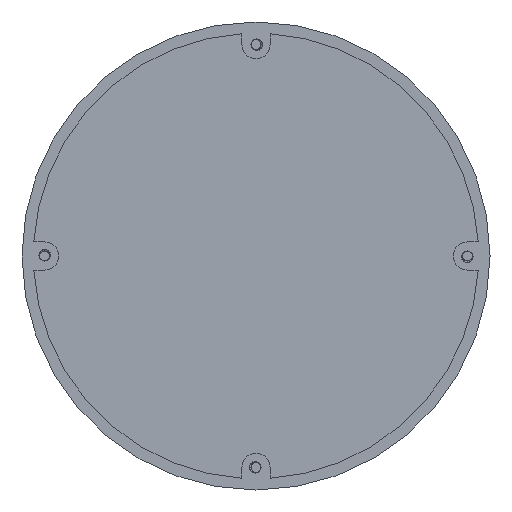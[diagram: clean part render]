
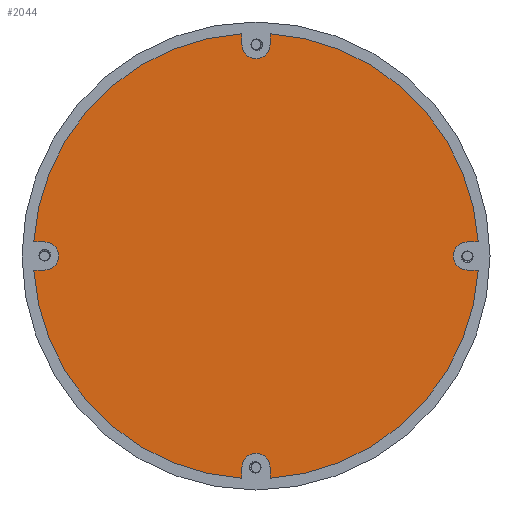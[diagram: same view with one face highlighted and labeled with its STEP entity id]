
A CAD part, front view. The second image highlights one B-rep face of the part: STEP entity #2044.
In plain terms, the highlighted planar face has unit normal (0, -1, 0).
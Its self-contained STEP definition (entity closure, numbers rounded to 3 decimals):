
#26=PLANE('',#2189);
#135=FACE_OUTER_BOUND('',#253,.T.);
#253=EDGE_LOOP('',(#1765,#1766,#1767,#1768,#1769,#1770,#1771,#1772,#1773,
#1774,#1775,#1776,#1777,#1778,#1779,#1780));
#300=CIRCLE('',#2188,2.5);
#301=CIRCLE('',#2190,39.5);
#302=CIRCLE('',#2191,2.5);
#303=CIRCLE('',#2192,39.5);
#304=CIRCLE('',#2193,2.5);
#305=CIRCLE('',#2194,39.5);
#306=CIRCLE('',#2195,2.5);
#307=CIRCLE('',#2196,39.5);
#570=LINE('',#8570,#675);
#571=LINE('',#8574,#676);
#572=LINE('',#8578,#677);
#573=LINE('',#8582,#678);
#574=LINE('',#8586,#679);
#575=LINE('',#8590,#680);
#576=LINE('',#8594,#681);
#577=LINE('',#8597,#682);
#675=VECTOR('',#2526,10.);
#676=VECTOR('',#2529,10.);
#677=VECTOR('',#2532,10.);
#678=VECTOR('',#2535,10.);
#679=VECTOR('',#2538,10.);
#680=VECTOR('',#2541,10.);
#681=VECTOR('',#2544,10.);
#682=VECTOR('',#2547,10.);
#891=VERTEX_POINT('',#8563);
#892=VERTEX_POINT('',#8565);
#893=VERTEX_POINT('',#8569);
#894=VERTEX_POINT('',#8571);
#895=VERTEX_POINT('',#8573);
#896=VERTEX_POINT('',#8575);
#897=VERTEX_POINT('',#8577);
#898=VERTEX_POINT('',#8579);
#899=VERTEX_POINT('',#8581);
#900=VERTEX_POINT('',#8583);
#901=VERTEX_POINT('',#8585);
#902=VERTEX_POINT('',#8587);
#903=VERTEX_POINT('',#8589);
#904=VERTEX_POINT('',#8591);
#905=VERTEX_POINT('',#8593);
#906=VERTEX_POINT('',#8595);
#1192=EDGE_CURVE('',#892,#891,#300,.T.);
#1194=EDGE_CURVE('',#891,#893,#570,.T.);
#1195=EDGE_CURVE('',#894,#893,#301,.T.);
#1196=EDGE_CURVE('',#894,#895,#571,.T.);
#1197=EDGE_CURVE('',#895,#896,#302,.T.);
#1198=EDGE_CURVE('',#896,#897,#572,.T.);
#1199=EDGE_CURVE('',#898,#897,#303,.T.);
#1200=EDGE_CURVE('',#898,#899,#573,.T.);
#1201=EDGE_CURVE('',#899,#900,#304,.T.);
#1202=EDGE_CURVE('',#900,#901,#574,.T.);
#1203=EDGE_CURVE('',#902,#901,#305,.T.);
#1204=EDGE_CURVE('',#902,#903,#575,.T.);
#1205=EDGE_CURVE('',#903,#904,#306,.T.);
#1206=EDGE_CURVE('',#904,#905,#576,.T.);
#1207=EDGE_CURVE('',#906,#905,#307,.T.);
#1208=EDGE_CURVE('',#906,#892,#577,.T.);
#1765=ORIENTED_EDGE('',*,*,#1192,.T.);
#1766=ORIENTED_EDGE('',*,*,#1194,.T.);
#1767=ORIENTED_EDGE('',*,*,#1195,.F.);
#1768=ORIENTED_EDGE('',*,*,#1196,.T.);
#1769=ORIENTED_EDGE('',*,*,#1197,.T.);
#1770=ORIENTED_EDGE('',*,*,#1198,.T.);
#1771=ORIENTED_EDGE('',*,*,#1199,.F.);
#1772=ORIENTED_EDGE('',*,*,#1200,.T.);
#1773=ORIENTED_EDGE('',*,*,#1201,.T.);
#1774=ORIENTED_EDGE('',*,*,#1202,.T.);
#1775=ORIENTED_EDGE('',*,*,#1203,.F.);
#1776=ORIENTED_EDGE('',*,*,#1204,.T.);
#1777=ORIENTED_EDGE('',*,*,#1205,.T.);
#1778=ORIENTED_EDGE('',*,*,#1206,.T.);
#1779=ORIENTED_EDGE('',*,*,#1207,.F.);
#1780=ORIENTED_EDGE('',*,*,#1208,.T.);
#2044=ADVANCED_FACE('',(#135),#26,.F.);
#2188=AXIS2_PLACEMENT_3D('',#8566,#2521,#2522);
#2189=AXIS2_PLACEMENT_3D('',#8568,#2524,#2525);
#2190=AXIS2_PLACEMENT_3D('',#8572,#2527,#2528);
#2191=AXIS2_PLACEMENT_3D('',#8576,#2530,#2531);
#2192=AXIS2_PLACEMENT_3D('',#8580,#2533,#2534);
#2193=AXIS2_PLACEMENT_3D('',#8584,#2536,#2537);
#2194=AXIS2_PLACEMENT_3D('',#8588,#2539,#2540);
#2195=AXIS2_PLACEMENT_3D('',#8592,#2542,#2543);
#2196=AXIS2_PLACEMENT_3D('',#8596,#2545,#2546);
#2521=DIRECTION('center_axis',(0.,1.,0.));
#2522=DIRECTION('ref_axis',(-1.,0.,0.));
#2524=DIRECTION('center_axis',(0.,1.,0.));
#2525=DIRECTION('ref_axis',(1.,0.,0.));
#2526=DIRECTION('',(-1.,0.,0.));
#2527=DIRECTION('center_axis',(0.,1.,0.));
#2528=DIRECTION('ref_axis',(1.,0.,0.));
#2529=DIRECTION('',(0.,0.,1.));
#2530=DIRECTION('center_axis',(0.,1.,0.));
#2531=DIRECTION('ref_axis',(0.,0.,-1.));
#2532=DIRECTION('',(0.,0.,-1.));
#2533=DIRECTION('center_axis',(0.,1.,0.));
#2534=DIRECTION('ref_axis',(1.,0.,0.));
#2535=DIRECTION('',(-1.,0.,0.));
#2536=DIRECTION('center_axis',(0.,1.,0.));
#2537=DIRECTION('ref_axis',(1.,0.,0.));
#2538=DIRECTION('',(1.,0.,0.));
#2539=DIRECTION('center_axis',(0.,1.,0.));
#2540=DIRECTION('ref_axis',(1.,0.,0.));
#2541=DIRECTION('',(0.,0.,-1.));
#2542=DIRECTION('center_axis',(0.,1.,0.));
#2543=DIRECTION('ref_axis',(0.,0.,1.));
#2544=DIRECTION('',(0.,0.,1.));
#2545=DIRECTION('center_axis',(0.,1.,0.));
#2546=DIRECTION('ref_axis',(1.,0.,0.));
#2547=DIRECTION('',(1.,0.,0.));
#8563=CARTESIAN_POINT('',(-37.5,77.,-2.5));
#8565=CARTESIAN_POINT('',(-37.5,77.,2.5));
#8566=CARTESIAN_POINT('Origin',(-37.5,77.,0.));
#8568=CARTESIAN_POINT('Origin',(0.,77.,0.));
#8569=CARTESIAN_POINT('',(-39.421,77.,-2.5));
#8570=CARTESIAN_POINT('',(-18.75,77.,-2.5));
#8571=CARTESIAN_POINT('',(-2.5,77.,-39.421));
#8572=CARTESIAN_POINT('Origin',(0.,77.,0.));
#8573=CARTESIAN_POINT('',(-2.5,77.,-37.5));
#8574=CARTESIAN_POINT('',(-2.5,77.,-20.211));
#8575=CARTESIAN_POINT('',(2.5,77.,-37.5));
#8576=CARTESIAN_POINT('Origin',(0.,77.,-37.5));
#8577=CARTESIAN_POINT('',(2.5,77.,-39.421));
#8578=CARTESIAN_POINT('',(2.5,77.,-18.75));
#8579=CARTESIAN_POINT('',(39.421,77.,-2.5));
#8580=CARTESIAN_POINT('Origin',(0.,77.,0.));
#8581=CARTESIAN_POINT('',(37.5,77.,-2.5));
#8582=CARTESIAN_POINT('',(20.211,77.,-2.5));
#8583=CARTESIAN_POINT('',(37.5,77.,2.5));
#8584=CARTESIAN_POINT('Origin',(37.5,77.,0.));
#8585=CARTESIAN_POINT('',(39.421,77.,2.5));
#8586=CARTESIAN_POINT('',(18.75,77.,2.5));
#8587=CARTESIAN_POINT('',(2.5,77.,39.421));
#8588=CARTESIAN_POINT('Origin',(0.,77.,0.));
#8589=CARTESIAN_POINT('',(2.5,77.,37.5));
#8590=CARTESIAN_POINT('',(2.5,77.,20.211));
#8591=CARTESIAN_POINT('',(-2.5,77.,37.5));
#8592=CARTESIAN_POINT('Origin',(0.,77.,37.5));
#8593=CARTESIAN_POINT('',(-2.5,77.,39.421));
#8594=CARTESIAN_POINT('',(-2.5,77.,18.75));
#8595=CARTESIAN_POINT('',(-39.421,77.,2.5));
#8596=CARTESIAN_POINT('Origin',(0.,77.,0.));
#8597=CARTESIAN_POINT('',(-20.211,77.,2.5));
